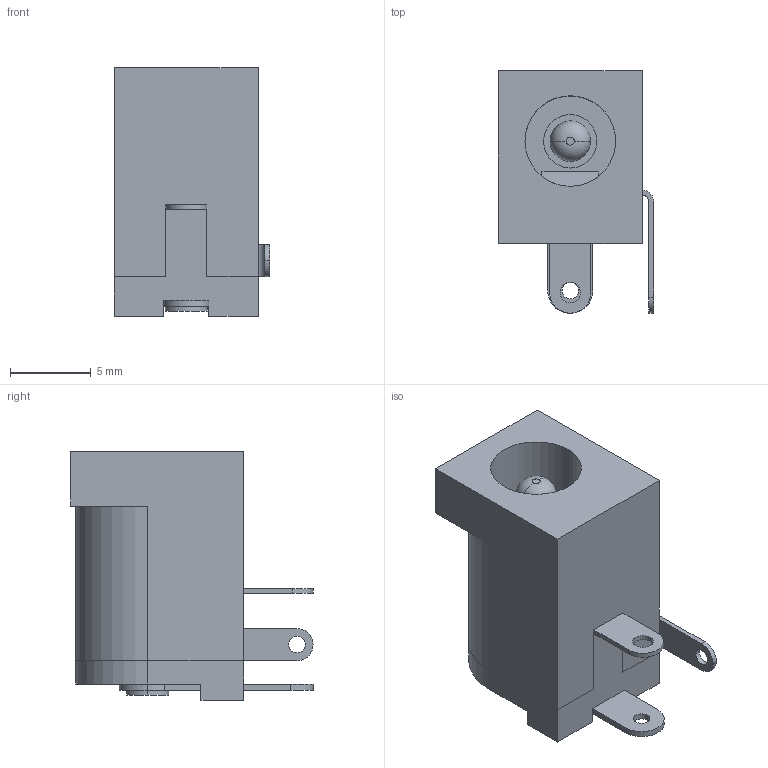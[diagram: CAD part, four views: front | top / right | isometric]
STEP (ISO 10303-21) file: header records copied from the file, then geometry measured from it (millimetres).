
FILE_DESCRIPTION (( 'STEP AP214' ), '1' );
FILE_NAME ('EJ508B.STEP', '2020-02-07T05:05:52', ( '' ), ( '' ), 'SwSTEP 2.0', 'SolidWorks 2017', '' );
FILE_SCHEMA (( 'AUTOMOTIVE_DESIGN' ));
Length unit declared in the file: millimetre
Products named in the file (1): EJ508B
Bounding box: 9.6 x 14.97 x 15.35 mm (x, y, z)
Volume: 1085 mm3; surface area: 1426.9 mm2
Topology: 7 solids, 7 shells, 81 faces, 190 edges, 126 vertices
Faces by surface type: plane 53, cylinder 26, torus 2
Entity records: 2423 total; most frequent: DIRECTION 408, CARTESIAN_POINT 401, ORIENTED_EDGE 380, EDGE_CURVE 190, AXIS2_PLACEMENT_3D 137, LINE 134, VECTOR 134, VERTEX_POINT 126
